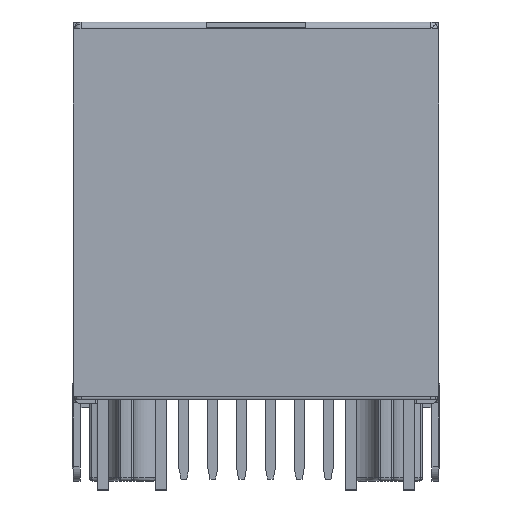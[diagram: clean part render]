
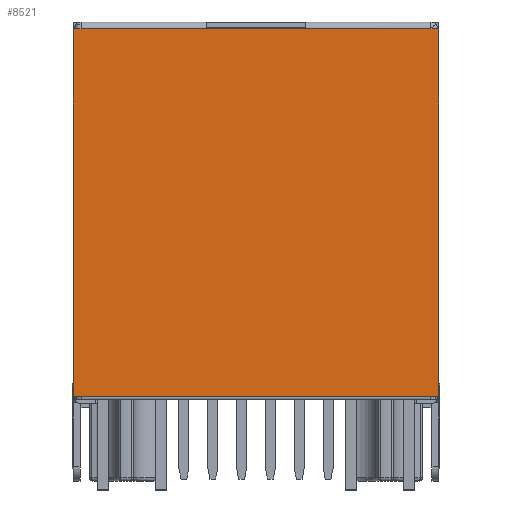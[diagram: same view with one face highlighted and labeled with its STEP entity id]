
A CAD part, top view. The second image highlights one B-rep face of the part: STEP entity #8521.
In plain terms, the highlighted planar face has unit normal (0, 0, 1).
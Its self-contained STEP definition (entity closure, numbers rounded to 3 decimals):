
#897 = VECTOR ( 'NONE', #3436, 1000. ) ;
#1222 = VECTOR ( 'NONE', #17820, 1000. ) ;
#1324 = CARTESIAN_POINT ( 'NONE',  ( 15.8, 4.1, 0. ) ) ;
#1528 = LINE ( 'NONE', #8458, #13253 ) ;
#1598 = VECTOR ( 'NONE', #15289, 1000. ) ;
#2065 = EDGE_CURVE ( 'NONE', #19755, #4481, #15478, .T. ) ;
#2691 = DIRECTION ( 'NONE',  ( 0., 0., 1. ) ) ;
#2741 = EDGE_CURVE ( 'NONE', #20293, #4005, #16997, .T. ) ;
#3306 = EDGE_CURVE ( 'NONE', #20293, #4645, #13553, .T. ) ;
#3436 = DIRECTION ( 'NONE',  ( 1., 0., 0. ) ) ;
#4005 = VERTEX_POINT ( 'NONE', #8714 ) ;
#4133 = VECTOR ( 'NONE', #17178, 1000. ) ;
#4264 = ORIENTED_EDGE ( 'NONE', *, *, #2065, .T. ) ;
#4352 = CARTESIAN_POINT ( 'NONE',  ( 16.15, 4.1, 0. ) ) ;
#4406 = EDGE_CURVE ( 'NONE', #9428, #8334, #1528, .T. ) ;
#4481 = VERTEX_POINT ( 'NONE', #17990 ) ;
#4645 = VERTEX_POINT ( 'NONE', #4352 ) ;
#5067 = EDGE_LOOP ( 'NONE', ( #19980, #13996, #11852, #6657, #9671, #4264, #8558, #12862 ) ) ;
#5539 = CARTESIAN_POINT ( 'NONE',  ( 15.8, 20.3, 0. ) ) ;
#6218 = PLANE ( 'NONE',  #14804 ) ;
#6583 = CARTESIAN_POINT ( 'NONE',  ( 15.8, 20.3, 0. ) ) ;
#6640 = DIRECTION ( 'NONE',  ( -1., 0., 0. ) ) ;
#6657 = ORIENTED_EDGE ( 'NONE', *, *, #4406, .F. ) ;
#6686 = CARTESIAN_POINT ( 'NONE',  ( 16.15, 20.3, 0. ) ) ;
#7016 = DIRECTION ( 'NONE',  ( -1., 0., 0. ) ) ;
#7288 = VERTEX_POINT ( 'NONE', #18669 ) ;
#7705 = FACE_OUTER_BOUND ( 'NONE', #5067, .T. ) ;
#8334 = VERTEX_POINT ( 'NONE', #6686 ) ;
#8355 = CARTESIAN_POINT ( 'NONE',  ( 0.4, 20.3, 0. ) ) ;
#8458 = CARTESIAN_POINT ( 'NONE',  ( 15.8, 20.3, 0. ) ) ;
#8521 = ADVANCED_FACE ( 'NONE', ( #7705 ), #6218, .T. ) ;
#8558 = ORIENTED_EDGE ( 'NONE', *, *, #17306, .F. ) ;
#8714 = CARTESIAN_POINT ( 'NONE',  ( 0.4, 4.1, 0. ) ) ;
#9076 = LINE ( 'NONE', #10888, #1222 ) ;
#9428 = VERTEX_POINT ( 'NONE', #6583 ) ;
#9608 = CARTESIAN_POINT ( 'NONE',  ( 0.4, 4.1, 0. ) ) ;
#9671 = ORIENTED_EDGE ( 'NONE', *, *, #13608, .T. ) ;
#9845 = VECTOR ( 'NONE', #7016, 1000. ) ;
#10123 = EDGE_CURVE ( 'NONE', #8334, #4645, #17766, .T. ) ;
#10380 = DIRECTION ( 'NONE',  ( 1., 0., 0. ) ) ;
#10888 = CARTESIAN_POINT ( 'NONE',  ( 0.05, 4.1, 0. ) ) ;
#11609 = CARTESIAN_POINT ( 'NONE',  ( 15.8, 4.1, 0. ) ) ;
#11852 = ORIENTED_EDGE ( 'NONE', *, *, #10123, .F. ) ;
#12118 = LINE ( 'NONE', #5539, #9845 ) ;
#12773 = EDGE_CURVE ( 'NONE', #4005, #7288, #20381, .T. ) ;
#12813 = DIRECTION ( 'NONE',  ( 1., 0., 0. ) ) ;
#12862 = ORIENTED_EDGE ( 'NONE', *, *, #12773, .F. ) ;
#13150 = CARTESIAN_POINT ( 'NONE',  ( 0.1, 3.8, 0. ) ) ;
#13253 = VECTOR ( 'NONE', #10380, 1000. ) ;
#13553 = LINE ( 'NONE', #18998, #897 ) ;
#13608 = EDGE_CURVE ( 'NONE', #9428, #19755, #12118, .T. ) ;
#13996 = ORIENTED_EDGE ( 'NONE', *, *, #3306, .T. ) ;
#14014 = DIRECTION ( 'NONE',  ( 0., -1., 0. ) ) ;
#14804 = AXIS2_PLACEMENT_3D ( 'NONE', #13150, #2691, #12813 ) ;
#15254 = CARTESIAN_POINT ( 'NONE',  ( 0.4, 20.3, 0. ) ) ;
#15289 = DIRECTION ( 'NONE',  ( -1., 0., 0. ) ) ;
#15478 = LINE ( 'NONE', #15254, #4133 ) ;
#16997 = LINE ( 'NONE', #1324, #1598 ) ;
#17178 = DIRECTION ( 'NONE',  ( -1., 0., 0. ) ) ;
#17306 = EDGE_CURVE ( 'NONE', #7288, #4481, #9076, .T. ) ;
#17315 = CARTESIAN_POINT ( 'NONE',  ( 16.15, 20.3, 0. ) ) ;
#17384 = VECTOR ( 'NONE', #14014, 1000. ) ;
#17766 = LINE ( 'NONE', #17315, #17384 ) ;
#17820 = DIRECTION ( 'NONE',  ( 0., 1., 0. ) ) ;
#17990 = CARTESIAN_POINT ( 'NONE',  ( 0.05, 20.3, 0. ) ) ;
#18669 = CARTESIAN_POINT ( 'NONE',  ( 0.05, 4.1, 0. ) ) ;
#18998 = CARTESIAN_POINT ( 'NONE',  ( 15.8, 4.1, 0. ) ) ;
#19755 = VERTEX_POINT ( 'NONE', #8355 ) ;
#19980 = ORIENTED_EDGE ( 'NONE', *, *, #2741, .F. ) ;
#20293 = VERTEX_POINT ( 'NONE', #11609 ) ;
#20328 = VECTOR ( 'NONE', #6640, 1000. ) ;
#20381 = LINE ( 'NONE', #9608, #20328 ) ;
